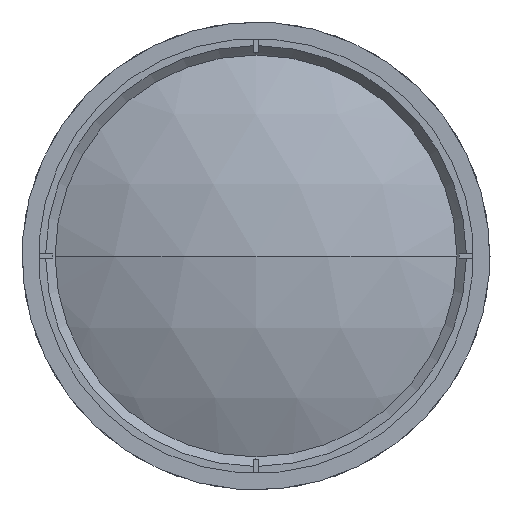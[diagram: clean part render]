
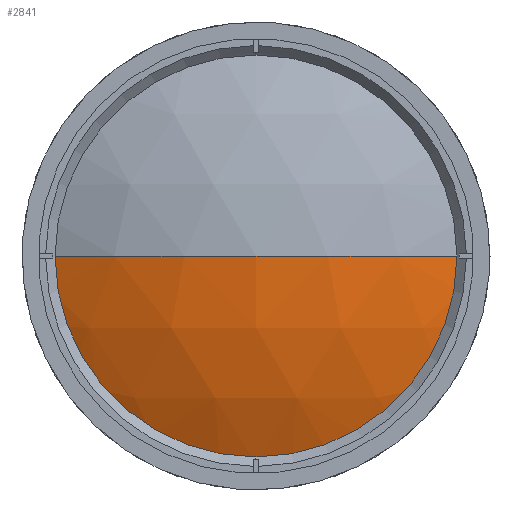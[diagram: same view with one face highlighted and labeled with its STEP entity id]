
A CAD part, left-side view. The second image highlights one B-rep face of the part: STEP entity #2841.
In plain terms, the highlighted spherical face has radius 96.378 mm.
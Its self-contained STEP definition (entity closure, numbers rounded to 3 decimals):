
#133 = CARTESIAN_POINT ( 'NONE',  ( -44.289, 0., 0. ) ) ;
#155 = DIRECTION ( 'NONE',  ( 1., 0., 0. ) ) ;
#248 = ORIENTED_EDGE ( 'NONE', *, *, #2049, .T. ) ;
#321 = CARTESIAN_POINT ( 'NONE',  ( 52.089, 0., 0. ) ) ;
#597 = AXIS2_PLACEMENT_3D ( 'NONE', #2381, #1017, #2600 ) ;
#816 = CIRCLE ( 'NONE', #2697, 96.378 ) ;
#880 = DIRECTION ( 'NONE',  ( 0., 0., -1. ) ) ;
#1017 = DIRECTION ( 'NONE',  ( -1., 0., 0. ) ) ;
#1082 = DIRECTION ( 'NONE',  ( 0., 1., 0. ) ) ;
#1129 = CIRCLE ( 'NONE', #597, 44. ) ;
#1299 = DIRECTION ( 'NONE',  ( 0., 0., -1. ) ) ;
#1312 = CIRCLE ( 'NONE', #2411, 96.378 ) ;
#1453 = EDGE_CURVE ( 'NONE', #2693, #1676, #1312, .T. ) ;
#1504 = AXIS2_PLACEMENT_3D ( 'NONE', #1562, #880, #2017 ) ;
#1509 = DIRECTION ( 'NONE',  ( 0., 0., 1. ) ) ;
#1562 = CARTESIAN_POINT ( 'NONE',  ( 52.089, 0., 0. ) ) ;
#1568 = ORIENTED_EDGE ( 'NONE', *, *, #1691, .F. ) ;
#1676 = VERTEX_POINT ( 'NONE', #133 ) ;
#1691 = EDGE_CURVE ( 'NONE', #2916, #1676, #816, .T. ) ;
#2017 = DIRECTION ( 'NONE',  ( 0., 1., 0. ) ) ;
#2049 = EDGE_CURVE ( 'NONE', #2916, #2693, #1129, .T. ) ;
#2122 = FACE_OUTER_BOUND ( 'NONE', #2656, .T. ) ;
#2381 = CARTESIAN_POINT ( 'NONE',  ( -33.659, 0., 0. ) ) ;
#2411 = AXIS2_PLACEMENT_3D ( 'NONE', #321, #1299, #1082 ) ;
#2423 = ORIENTED_EDGE ( 'NONE', *, *, #1453, .T. ) ;
#2492 = CARTESIAN_POINT ( 'NONE',  ( -33.659, 44., 0. ) ) ;
#2600 = DIRECTION ( 'NONE',  ( 0., 0., 1. ) ) ;
#2644 = CARTESIAN_POINT ( 'NONE',  ( -33.659, -44., 0. ) ) ;
#2656 = EDGE_LOOP ( 'NONE', ( #248, #2423, #1568 ) ) ;
#2693 = VERTEX_POINT ( 'NONE', #2644 ) ;
#2697 = AXIS2_PLACEMENT_3D ( 'NONE', #2859, #1509, #155 ) ;
#2713 = SPHERICAL_SURFACE ( 'NONE', #1504, 96.378 ) ;
#2841 = ADVANCED_FACE ( 'NONE', ( #2122 ), #2713, .T. ) ;
#2859 = CARTESIAN_POINT ( 'NONE',  ( 52.089, 0., 0. ) ) ;
#2916 = VERTEX_POINT ( 'NONE', #2492 ) ;
